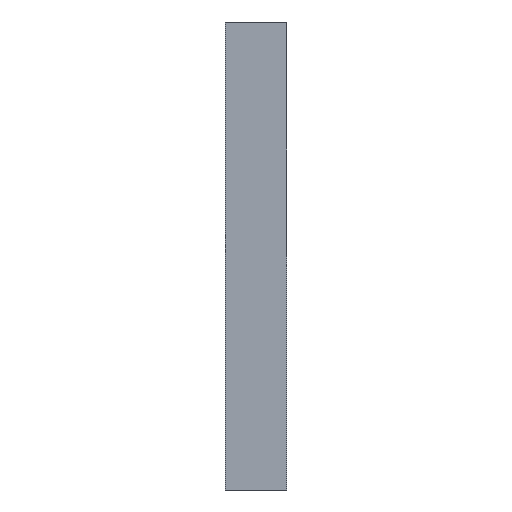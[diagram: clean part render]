
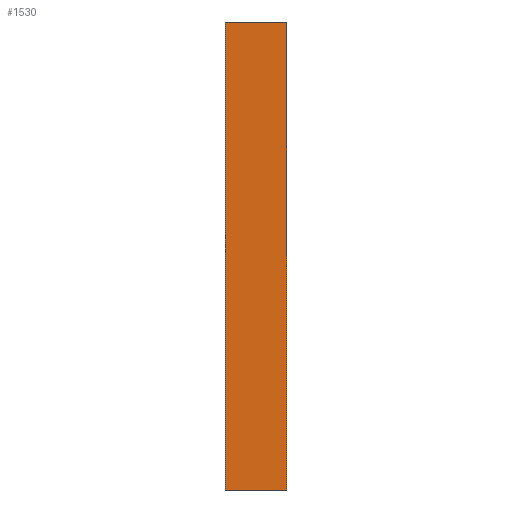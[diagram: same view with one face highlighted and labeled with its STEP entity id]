
A CAD part, left-side view. The second image highlights one B-rep face of the part: STEP entity #1530.
In plain terms, the highlighted planar face has unit normal (-1, 0, 0).
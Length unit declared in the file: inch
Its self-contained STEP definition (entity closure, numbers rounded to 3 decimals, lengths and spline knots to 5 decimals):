
#15 = FACE_OUTER_BOUND ( 'NONE', #844, .T. ) ;
#97 = DIRECTION ( 'NONE',  ( 0., 0., 1. ) ) ;
#100 = CARTESIAN_POINT ( 'NONE',  ( -3., 0., 0. ) ) ;
#132 = LINE ( 'NONE', #822, #1539 ) ;
#177 = CARTESIAN_POINT ( 'NONE',  ( -3., 0.3125, -1.1855 ) ) ;
#188 = DIRECTION ( 'NONE',  ( 0., 0., 1. ) ) ;
#273 = DIRECTION ( 'NONE',  ( 0., 0., -1. ) ) ;
#276 = DIRECTION ( 'NONE',  ( 1., 0., 0. ) ) ;
#279 = CARTESIAN_POINT ( 'NONE',  ( -3., 0.3125, -1.1855 ) ) ;
#281 = PLANE ( 'NONE',  #993 ) ;
#346 = VERTEX_POINT ( 'NONE', #1176 ) ;
#440 = ORIENTED_EDGE ( 'NONE', *, *, #1413, .F. ) ;
#452 = CARTESIAN_POINT ( 'NONE',  ( -3., 0.3125, -1.1855 ) ) ;
#454 = DIRECTION ( 'NONE',  ( 0., 1., 0. ) ) ;
#502 = CARTESIAN_POINT ( 'NONE',  ( -3., 0.3125, -1.1855 ) ) ;
#579 = LINE ( 'NONE', #100, #1416 ) ;
#650 = CARTESIAN_POINT ( 'NONE',  ( -3., 0., 1.1855 ) ) ;
#801 = CARTESIAN_POINT ( 'NONE',  ( -3., 0.3125, 1.1855 ) ) ;
#822 = CARTESIAN_POINT ( 'NONE',  ( -3., 0.3125, 1.1855 ) ) ;
#836 = DIRECTION ( 'NONE',  ( 0., 1., 0. ) ) ;
#844 = EDGE_LOOP ( 'NONE', ( #1500, #1167, #440, #1719 ) ) ;
#993 = AXIS2_PLACEMENT_3D ( 'NONE', #279, #276, #273 ) ;
#1028 = EDGE_CURVE ( 'NONE', #1211, #1048, #132, .T. ) ;
#1048 = VERTEX_POINT ( 'NONE', #801 ) ;
#1167 = ORIENTED_EDGE ( 'NONE', *, *, #1607, .F. ) ;
#1176 = CARTESIAN_POINT ( 'NONE',  ( -3., 0., -1.1855 ) ) ;
#1211 = VERTEX_POINT ( 'NONE', #650 ) ;
#1222 = VECTOR ( 'NONE', #454, 39.37008 ) ;
#1389 = VERTEX_POINT ( 'NONE', #502 ) ;
#1413 = EDGE_CURVE ( 'NONE', #346, #1389, #1574, .T. ) ;
#1416 = VECTOR ( 'NONE', #97, 39.37008 ) ;
#1500 = ORIENTED_EDGE ( 'NONE', *, *, #1028, .T. ) ;
#1530 = ADVANCED_FACE ( 'NONE', ( #15 ), #281, .F. ) ;
#1539 = VECTOR ( 'NONE', #836, 39.37008 ) ;
#1574 = LINE ( 'NONE', #452, #1222 ) ;
#1607 = EDGE_CURVE ( 'NONE', #1389, #1048, #1681, .T. ) ;
#1609 = VECTOR ( 'NONE', #188, 39.37008 ) ;
#1645 = EDGE_CURVE ( 'NONE', #346, #1211, #579, .T. ) ;
#1681 = LINE ( 'NONE', #177, #1609 ) ;
#1719 = ORIENTED_EDGE ( 'NONE', *, *, #1645, .T. ) ;
